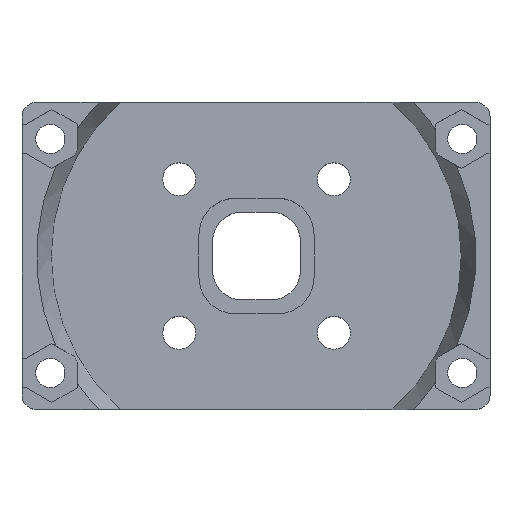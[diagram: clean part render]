
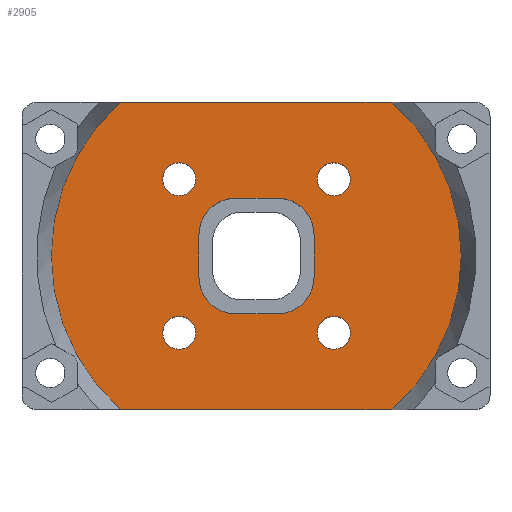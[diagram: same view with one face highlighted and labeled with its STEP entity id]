
A CAD part, top view. The second image highlights one B-rep face of the part: STEP entity #2905.
In plain terms, the highlighted planar face has unit normal (0, 0, 1).
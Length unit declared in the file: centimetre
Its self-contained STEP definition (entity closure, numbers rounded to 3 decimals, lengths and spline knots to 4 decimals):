
#123=LINE($,#4748,#411);
#147=LINE($,#4796,#435);
#149=LINE($,#4807,#437);
#150=LINE($,#4811,#438);
#151=LINE($,#4815,#439);
#152=LINE($,#4819,#440);
#411=VECTOR($,#3680,3.7157);
#435=VECTOR($,#3718,3.7157);
#437=VECTOR($,#3730,0.582);
#438=VECTOR($,#3733,0.5743);
#439=VECTOR($,#3736,0.582);
#440=VECTOR($,#3739,0.5743);
#685=FACE_BOUND($,#918,.T.);
#686=FACE_BOUND($,#919,.T.);
#687=FACE_BOUND($,#920,.T.);
#688=FACE_BOUND($,#921,.T.);
#689=FACE_BOUND($,#922,.T.);
#690=FACE_BOUND($,#923,.T.);
#918=EDGE_LOOP($,(#2248));
#919=EDGE_LOOP($,(#2249));
#920=EDGE_LOOP($,(#2250,#2251,#2252,#2253,#2254,#2255,#2256,#2257));
#921=EDGE_LOOP($,(#2258));
#922=EDGE_LOOP($,(#2259));
#923=EDGE_LOOP($,(#2260,#2261,#2262,#2263));
#1111=CIRCLE($,#3119,2.8039);
#1118=CIRCLE($,#3128,2.8039);
#1140=CIRCLE($,#3168,0.225);
#1141=CIRCLE($,#3169,0.225);
#1142=CIRCLE($,#3170,0.5);
#1143=CIRCLE($,#3171,0.5);
#1144=CIRCLE($,#3172,0.5);
#1145=CIRCLE($,#3173,0.5);
#1146=CIRCLE($,#3174,0.225);
#1147=CIRCLE($,#3175,0.225);
#1275=VERTEX_POINT($,#4574);
#1276=VERTEX_POINT($,#4578);
#1303=VERTEX_POINT($,#4645);
#1304=VERTEX_POINT($,#4649);
#1355=VERTEX_POINT($,#4801);
#1356=VERTEX_POINT($,#4803);
#1357=VERTEX_POINT($,#4805);
#1358=VERTEX_POINT($,#4806);
#1359=VERTEX_POINT($,#4808);
#1360=VERTEX_POINT($,#4810);
#1361=VERTEX_POINT($,#4812);
#1362=VERTEX_POINT($,#4814);
#1363=VERTEX_POINT($,#4816);
#1364=VERTEX_POINT($,#4818);
#1365=VERTEX_POINT($,#4821);
#1366=VERTEX_POINT($,#4823);
#1593=EDGE_CURVE($,#1276,#1275,#1111,.T.);
#1622=EDGE_CURVE($,#1304,#1303,#1118,.T.);
#1668=EDGE_CURVE($,#1276,#1303,#123,.F.);
#1694=EDGE_CURVE($,#1304,#1275,#147,.F.);
#1697=EDGE_CURVE($,#1355,#1355,#1140,.T.);
#1698=EDGE_CURVE($,#1356,#1356,#1141,.T.);
#1699=EDGE_CURVE($,#1357,#1358,#149,.T.);
#1700=EDGE_CURVE($,#1359,#1358,#1142,.T.);
#1701=EDGE_CURVE($,#1359,#1360,#150,.T.);
#1702=EDGE_CURVE($,#1361,#1360,#1143,.T.);
#1703=EDGE_CURVE($,#1362,#1361,#151,.F.);
#1704=EDGE_CURVE($,#1363,#1362,#1144,.T.);
#1705=EDGE_CURVE($,#1364,#1363,#152,.F.);
#1706=EDGE_CURVE($,#1357,#1364,#1145,.T.);
#1707=EDGE_CURVE($,#1365,#1365,#1146,.T.);
#1708=EDGE_CURVE($,#1366,#1366,#1147,.T.);
#2248=ORIENTED_EDGE($,*,*,#1697,.T.);
#2249=ORIENTED_EDGE($,*,*,#1698,.T.);
#2250=ORIENTED_EDGE($,*,*,#1699,.T.);
#2251=ORIENTED_EDGE($,*,*,#1700,.F.);
#2252=ORIENTED_EDGE($,*,*,#1701,.T.);
#2253=ORIENTED_EDGE($,*,*,#1702,.F.);
#2254=ORIENTED_EDGE($,*,*,#1703,.F.);
#2255=ORIENTED_EDGE($,*,*,#1704,.F.);
#2256=ORIENTED_EDGE($,*,*,#1705,.F.);
#2257=ORIENTED_EDGE($,*,*,#1706,.F.);
#2258=ORIENTED_EDGE($,*,*,#1707,.T.);
#2259=ORIENTED_EDGE($,*,*,#1708,.T.);
#2260=ORIENTED_EDGE($,*,*,#1622,.T.);
#2261=ORIENTED_EDGE($,*,*,#1668,.F.);
#2262=ORIENTED_EDGE($,*,*,#1593,.T.);
#2263=ORIENTED_EDGE($,*,*,#1694,.F.);
#2773=PLANE($,#3167);
#2905=ADVANCED_FACE($,(#685,#686,#687,#688,#689,#690),#2773,.T.);
#3119=AXIS2_PLACEMENT_3D($,#4579,#3563,#3564);
#3128=AXIS2_PLACEMENT_3D($,#4650,#3597,#3598);
#3167=AXIS2_PLACEMENT_3D($,#4800,#3724,#3725);
#3168=AXIS2_PLACEMENT_3D($,#4802,#3726,#3727);
#3169=AXIS2_PLACEMENT_3D($,#4804,#3728,#3729);
#3170=AXIS2_PLACEMENT_3D($,#4809,#3731,#3732);
#3171=AXIS2_PLACEMENT_3D($,#4813,#3734,#3735);
#3172=AXIS2_PLACEMENT_3D($,#4817,#3737,#3738);
#3173=AXIS2_PLACEMENT_3D($,#4820,#3740,#3741);
#3174=AXIS2_PLACEMENT_3D($,#4822,#3742,#3743);
#3175=AXIS2_PLACEMENT_3D($,#4824,#3744,#3745);
#3563=DIRECTION('center_axis',(0.,0.,1.));
#3564=DIRECTION('ref_axis',(-1.,0.,0.));
#3597=DIRECTION('center_axis',(0.,0.,1.));
#3598=DIRECTION('ref_axis',(-1.,0.,0.));
#3680=DIRECTION($,(1.,0.,0.));
#3718=DIRECTION($,(-1.,0.,0.));
#3724=DIRECTION('center_axis',(0.,0.,1.));
#3725=DIRECTION('ref_axis',(0.5,-0.866,0.));
#3726=DIRECTION('center_axis',(0.,0.,-1.));
#3727=DIRECTION('ref_axis',(0.,1.,0.));
#3728=DIRECTION('center_axis',(0.,0.,-1.));
#3729=DIRECTION('ref_axis',(0.,1.,0.));
#3730=DIRECTION($,(0.,-1.,0.));
#3731=DIRECTION('center_axis',(0.,0.,1.));
#3732=DIRECTION('ref_axis',(0.707,-0.707,0.));
#3733=DIRECTION($,(-1.,0.,0.));
#3734=DIRECTION('center_axis',(0.,0.,1.));
#3735=DIRECTION('ref_axis',(-0.707,-0.707,0.));
#3736=DIRECTION($,(0.,1.,0.));
#3737=DIRECTION('center_axis',(0.,0.,1.));
#3738=DIRECTION('ref_axis',(-0.707,0.707,0.));
#3739=DIRECTION($,(1.,0.,0.));
#3740=DIRECTION('center_axis',(0.,0.,1.));
#3741=DIRECTION('ref_axis',(0.707,0.707,0.));
#3742=DIRECTION('center_axis',(0.,0.,-1.));
#3743=DIRECTION('ref_axis',(0.,1.,0.));
#3744=DIRECTION('center_axis',(0.,0.,-1.));
#3745=DIRECTION('ref_axis',(0.,1.,0.));
#4574=CARTESIAN_POINT('',(6.1504,9.5901,0.5));
#4578=CARTESIAN_POINT('',(6.1504,5.3901,0.5));
#4579=CARTESIAN_POINT('Origin',(4.2926,7.4901,0.5));
#4645=CARTESIAN_POINT('',(2.4348,5.3901,0.5));
#4649=CARTESIAN_POINT('',(2.4348,9.5901,0.5));
#4650=CARTESIAN_POINT('Origin',(4.2926,7.4901,0.5));
#4748=CARTESIAN_POINT($,(3.5049,5.3901,0.5));
#4796=CARTESIAN_POINT($,(4.5917,9.5901,0.5));
#4800=CARTESIAN_POINT('Origin',(3.804,14.6075,0.5));
#4801=CARTESIAN_POINT('',(5.3537,6.2151,0.5));
#4802=CARTESIAN_POINT('Origin',(5.3537,6.4401,0.5));
#4803=CARTESIAN_POINT('',(3.2396,8.3151,0.5));
#4804=CARTESIAN_POINT('Origin',(3.2396,8.5401,0.5));
#4805=CARTESIAN_POINT('',(5.0838,7.7811,0.5));
#4806=CARTESIAN_POINT('',(5.0838,7.1991,0.5));
#4807=CARTESIAN_POINT($,(5.0838,10.7988,0.5));
#4808=CARTESIAN_POINT('',(4.5838,6.6991,0.5));
#4809=CARTESIAN_POINT('Origin',(4.5838,7.1991,0.5));
#4810=CARTESIAN_POINT('',(4.0095,6.6991,0.5));
#4811=CARTESIAN_POINT($,(3.6689,6.6991,0.5));
#4812=CARTESIAN_POINT('',(3.5095,7.1991,0.5));
#4813=CARTESIAN_POINT('Origin',(4.0095,7.1991,0.5));
#4814=CARTESIAN_POINT('',(3.5095,7.7811,0.5));
#4815=CARTESIAN_POINT($,(3.5095,10.6033,0.5));
#4816=CARTESIAN_POINT('',(4.0095,8.2811,0.5));
#4817=CARTESIAN_POINT('Origin',(4.0095,7.7811,0.5));
#4818=CARTESIAN_POINT('',(4.5838,8.2811,0.5));
#4819=CARTESIAN_POINT($,(3.6689,8.2811,0.5));
#4820=CARTESIAN_POINT('Origin',(4.5838,7.7811,0.5));
#4821=CARTESIAN_POINT('',(5.3537,8.3151,0.5));
#4822=CARTESIAN_POINT('Origin',(5.3537,8.5401,0.5));
#4823=CARTESIAN_POINT('',(3.2396,6.2151,0.5));
#4824=CARTESIAN_POINT('Origin',(3.2396,6.4401,0.5));
